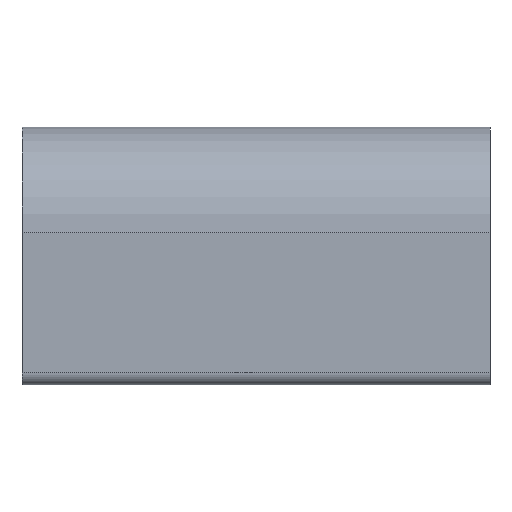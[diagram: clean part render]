
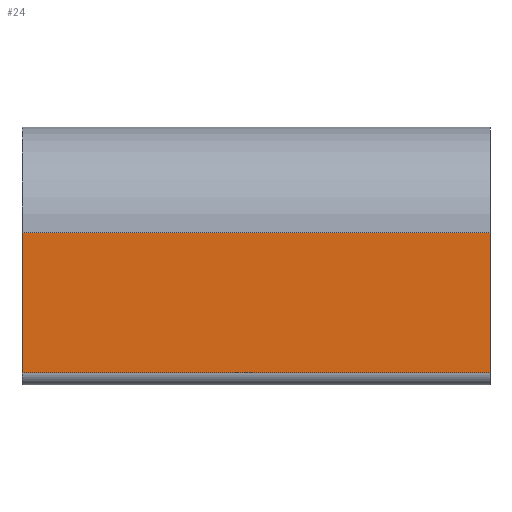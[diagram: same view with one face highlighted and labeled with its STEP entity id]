
A CAD part, front view. The second image highlights one B-rep face of the part: STEP entity #24.
In plain terms, the highlighted planar face has unit normal (0, -1, 0).
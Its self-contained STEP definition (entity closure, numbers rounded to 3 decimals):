
#24 = ADVANCED_FACE ( 'NONE', ( #2403 ), #3539, .F. ) ;
#170 = LINE ( 'NONE', #2780, #3794 ) ;
#183 = DIRECTION ( 'NONE',  ( -1., 0., 0. ) ) ;
#392 = VERTEX_POINT ( 'NONE', #3732 ) ;
#465 = DIRECTION ( 'NONE',  ( -1., 0., 0. ) ) ;
#597 = VERTEX_POINT ( 'NONE', #3267 ) ;
#1145 = VERTEX_POINT ( 'NONE', #2902 ) ;
#1161 = CARTESIAN_POINT ( 'NONE',  ( 59.184, 32.398, 0. ) ) ;
#1286 = VERTEX_POINT ( 'NONE', #3517 ) ;
#1409 = DIRECTION ( 'NONE',  ( 0., 0., -1. ) ) ;
#1428 = DIRECTION ( 'NONE',  ( 0., 0., 1. ) ) ;
#1444 = ORIENTED_EDGE ( 'NONE', *, *, #3197, .F. ) ;
#1661 = VECTOR ( 'NONE', #2545, 1000. ) ;
#1664 = EDGE_CURVE ( 'NONE', #1286, #392, #3663, .T. ) ;
#2004 = DIRECTION ( 'NONE',  ( 0., 1., 0. ) ) ;
#2158 = LINE ( 'NONE', #2286, #2662 ) ;
#2286 = CARTESIAN_POINT ( 'NONE',  ( 59.184, 32.398, -30. ) ) ;
#2388 = VECTOR ( 'NONE', #1409, 1000. ) ;
#2403 = FACE_OUTER_BOUND ( 'NONE', #2817, .T. ) ;
#2504 = CARTESIAN_POINT ( 'NONE',  ( -40.816, 32.398, 0. ) ) ;
#2545 = DIRECTION ( 'NONE',  ( 0., 0., -1. ) ) ;
#2559 = AXIS2_PLACEMENT_3D ( 'NONE', #3838, #2004, #1428 ) ;
#2599 = EDGE_CURVE ( 'NONE', #597, #1286, #170, .T. ) ;
#2662 = VECTOR ( 'NONE', #183, 1000. ) ;
#2780 = CARTESIAN_POINT ( 'NONE',  ( 59.184, 32.398, 0. ) ) ;
#2817 = EDGE_LOOP ( 'NONE', ( #3078, #1444, #2913, #3273 ) ) ;
#2861 = EDGE_CURVE ( 'NONE', #597, #1145, #2946, .T. ) ;
#2902 = CARTESIAN_POINT ( 'NONE',  ( 59.184, 32.398, -30. ) ) ;
#2913 = ORIENTED_EDGE ( 'NONE', *, *, #2861, .F. ) ;
#2946 = LINE ( 'NONE', #1161, #2388 ) ;
#3078 = ORIENTED_EDGE ( 'NONE', *, *, #1664, .T. ) ;
#3197 = EDGE_CURVE ( 'NONE', #1145, #392, #2158, .T. ) ;
#3267 = CARTESIAN_POINT ( 'NONE',  ( 59.184, 32.398, 0. ) ) ;
#3273 = ORIENTED_EDGE ( 'NONE', *, *, #2599, .T. ) ;
#3517 = CARTESIAN_POINT ( 'NONE',  ( -40.816, 32.398, 0. ) ) ;
#3539 = PLANE ( 'NONE',  #2559 ) ;
#3663 = LINE ( 'NONE', #2504, #1661 ) ;
#3732 = CARTESIAN_POINT ( 'NONE',  ( -40.816, 32.398, -30. ) ) ;
#3794 = VECTOR ( 'NONE', #465, 1000. ) ;
#3838 = CARTESIAN_POINT ( 'NONE',  ( 59.184, 32.398, 0. ) ) ;
